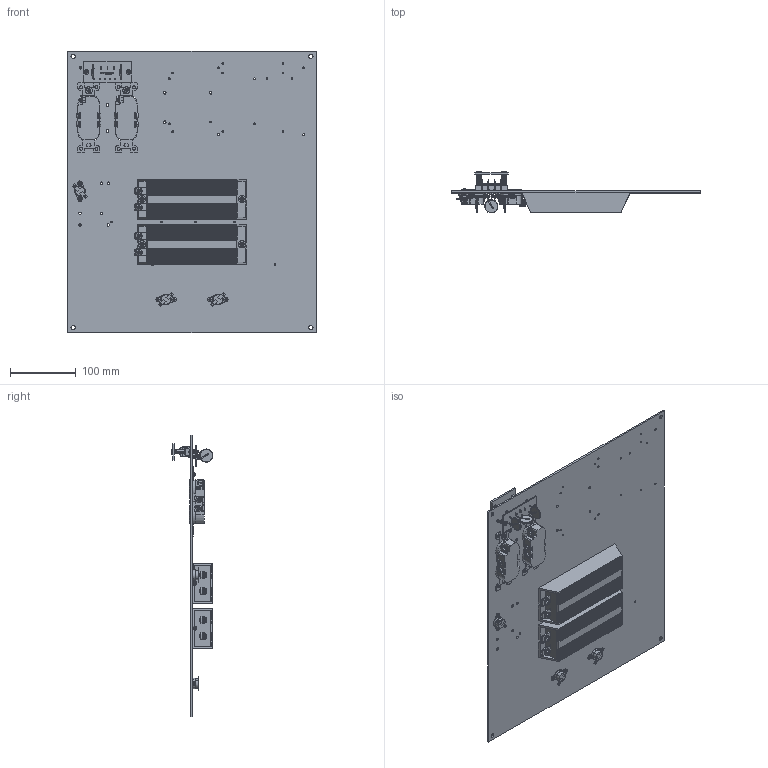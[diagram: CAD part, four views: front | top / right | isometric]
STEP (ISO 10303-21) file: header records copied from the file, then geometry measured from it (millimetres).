
FILE_DESCRIPTION (( 'STEP AP214' ), '1' );
FILE_NAME ('TEF18-RP1HF.STEP', '2019-05-09T14:20:07', ( '' ), ( '' ), 'SwSTEP 2.0', 'SolidWorks 2018', '' );
FILE_SCHEMA (( 'AUTOMOTIVE_DESIGN' ));
Length unit declared in the file: inch
Products named in the file (21): XMH-0006; XFW-0009; XFS-0012; XFS-0031; XFN-0022; XLBL-F704-UL_With Actual Text; X-ASSY-HYP285-1; XFS-0017; XF797-02; X-PCB-HYP285; XERZ-V20D241; XMH-0010; 1AW05-082_With Actual Text; XFW-0004; XF685-01; XCTB-0002; XFN-0013; TEF18-RP1HF; XMH-0005; XHIC-HTR110; 1AW05-083_With Actual Text
Assembly tree (47 placements, depth 3):
  TEF18-RP1HF
    XF685-01
    XCTB-0002
    XFN-0013  x2
    XMH-0010  x2
    XF797-02
    XFS-0017  x11
    1AW05-082_With Actual Text
    1AW05-083_With Actual Text
    XLBL-F704-UL_With Actual Text
    X-ASSY-HYP285-1
      X-PCB-HYP285
      XERZ-V20D241  x3
    XFN-0022  x2
    XFW-0009  x2
    XFS-0012  x2
    XHIC-HTR110  x2
    XFW-0004  x4
    XMH-0005
    XMH-0006  x2
    XFS-0031  x6
Bounding box: 377.82 x 63.71 x 428.62 mm (x, y, z)
Volume: 1021727.9 mm3; surface area: 452598.2 mm2
Topology: 46 solids, 46 shells, 4066 faces, 10250 edges, 6423 vertices
Faces by surface type: plane 1672, cylinder 1013, cone 754, bspline 328, torus 258, sphere 41
Entity records: 103131 total; most frequent: CARTESIAN_POINT 30985, ORIENTED_EDGE 11592, DIRECTION 10308, EDGE_CURVE 5796, VERTEX_POINT 3714, VECTOR 3440, LINE 3440, AXIS2_PLACEMENT_3D 3434
